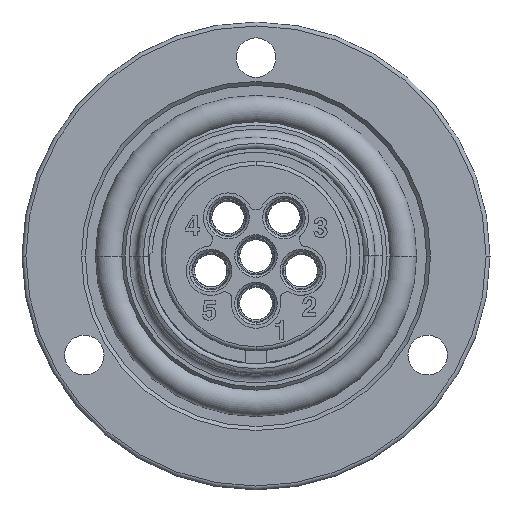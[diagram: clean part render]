
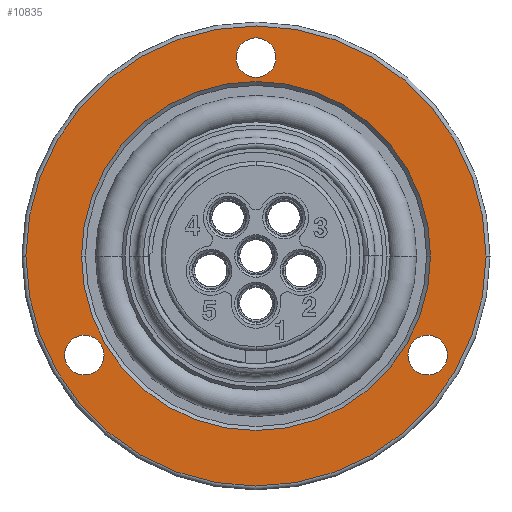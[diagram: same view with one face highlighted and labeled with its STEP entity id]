
A CAD part, front view. The second image highlights one B-rep face of the part: STEP entity #10835.
In plain terms, the highlighted planar face has unit normal (0, -1, 0).
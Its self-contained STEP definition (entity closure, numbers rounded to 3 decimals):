
#1221=CARTESIAN_POINT('',(29.5,17.5,-29.5));
#1222=DIRECTION('',(0.,-1.,0.));
#1223=DIRECTION('',(-1.,0.,0.005));
#1224=AXIS2_PLACEMENT_3D('',#1221,#1222,#1223);
#1241=CARTESIAN_POINT('',(29.5,17.5,-29.5));
#1242=DIRECTION('',(0.,1.,0.));
#1243=DIRECTION('',(-1.,0.,0.005));
#1244=AXIS2_PLACEMENT_3D('',#1241,#1242,#1243);
#1246=CARTESIAN_POINT('',(29.5,17.5,-29.5));
#1247=DIRECTION('',(0.,1.,0.));
#1248=DIRECTION('',(1.,0.,-0.005));
#1249=AXIS2_PLACEMENT_3D('',#1246,#1247,#1248);
#1251=CARTESIAN_POINT('',(29.5,17.5,-4.5));
#1252=DIRECTION('',(0.,-1.,0.));
#1253=DIRECTION('',(-1.,0.,0.));
#1254=AXIS2_PLACEMENT_3D('',#1251,#1252,#1253);
#1256=CARTESIAN_POINT('',(29.5,17.5,-4.5));
#1257=DIRECTION('',(0.,-1.,0.));
#1258=DIRECTION('',(1.,0.,0.));
#1259=AXIS2_PLACEMENT_3D('',#1256,#1257,#1258);
#1261=CARTESIAN_POINT('',(7.849,17.5,-42.));
#1262=DIRECTION('',(0.,-1.,0.));
#1263=DIRECTION('',(0.5,0.,-0.866));
#1264=AXIS2_PLACEMENT_3D('',#1261,#1262,#1263);
#1266=CARTESIAN_POINT('',(7.849,17.5,-42.));
#1267=DIRECTION('',(0.,-1.,0.));
#1268=DIRECTION('',(-0.5,0.,0.866));
#1269=AXIS2_PLACEMENT_3D('',#1266,#1267,#1268);
#1271=CARTESIAN_POINT('',(51.151,17.5,-42.));
#1272=DIRECTION('',(0.,-1.,0.));
#1273=DIRECTION('',(0.5,0.,0.866));
#1274=AXIS2_PLACEMENT_3D('',#1271,#1272,#1273);
#1276=CARTESIAN_POINT('',(51.151,17.5,-42.));
#1277=DIRECTION('',(0.,-1.,0.));
#1278=DIRECTION('',(-0.5,0.,-0.866));
#1279=AXIS2_PLACEMENT_3D('',#1276,#1277,#1278);
#1281=CARTESIAN_POINT('',(29.5,17.5,-29.5));
#1282=DIRECTION('',(0.,-1.,0.));
#1283=DIRECTION('',(-1.,0.,0.));
#1284=AXIS2_PLACEMENT_3D('',#1281,#1282,#1283);
#1286=CARTESIAN_POINT('',(29.5,17.5,-29.5));
#1287=DIRECTION('',(0.,-1.,0.));
#1288=DIRECTION('',(0.,0.,-1.));
#1289=AXIS2_PLACEMENT_3D('',#1286,#1287,#1288);
#1291=CARTESIAN_POINT('',(29.5,17.5,-29.5));
#1292=DIRECTION('',(0.,-1.,0.));
#1293=DIRECTION('',(1.,0.,0.));
#1294=AXIS2_PLACEMENT_3D('',#1291,#1292,#1293);
#1296=CARTESIAN_POINT('',(29.5,17.5,-29.5));
#1297=DIRECTION('',(0.,-1.,0.));
#1298=DIRECTION('',(0.,0.,1.));
#1299=AXIS2_PLACEMENT_3D('',#1296,#1297,#1298);
#1301=CARTESIAN_POINT('',(29.5,17.5,-29.5));
#1302=DIRECTION('',(0.,-1.,0.));
#1303=DIRECTION('',(1.,0.,-0.005));
#1304=AXIS2_PLACEMENT_3D('',#1301,#1302,#1303);
#7521=CARTESIAN_POINT('',(0.5,17.5,-29.364));
#7522=CARTESIAN_POINT('',(58.5,17.5,-29.5));
#7523=VERTEX_POINT('',#7521);
#7524=VERTEX_POINT('',#7522);
#7525=CARTESIAN_POINT('',(0.5,17.5,-29.5));
#7526=VERTEX_POINT('',#7525);
#7527=CARTESIAN_POINT('',(58.5,17.5,-29.636));
#7528=VERTEX_POINT('',#7527);
#7529=CARTESIAN_POINT('',(27.,17.5,-4.5));
#7530=CARTESIAN_POINT('',(32.,17.5,-4.5));
#7531=VERTEX_POINT('',#7529);
#7532=VERTEX_POINT('',#7530);
#7533=CARTESIAN_POINT('',(9.099,17.5,-44.165));
#7534=CARTESIAN_POINT('',(6.599,17.5,-39.835));
#7535=VERTEX_POINT('',#7533);
#7536=VERTEX_POINT('',#7534);
#7537=CARTESIAN_POINT('',(52.401,17.5,-39.835));
#7538=CARTESIAN_POINT('',(49.901,17.5,-44.165));
#7539=VERTEX_POINT('',#7537);
#7540=VERTEX_POINT('',#7538);
#7541=CARTESIAN_POINT('',(7.5,17.5,-29.5));
#7542=CARTESIAN_POINT('',(29.5,17.5,-51.5));
#7543=VERTEX_POINT('',#7541);
#7544=VERTEX_POINT('',#7542);
#7545=CARTESIAN_POINT('',(51.5,17.5,-29.5));
#7546=VERTEX_POINT('',#7545);
#7547=CARTESIAN_POINT('',(29.5,17.5,-7.5));
#7548=VERTEX_POINT('',#7547);
#10794=CARTESIAN_POINT('',(29.5,17.5,-29.5));
#10795=DIRECTION('',(0.,-1.,0.));
#10796=DIRECTION('',(-1.,0.,0.));
#10797=AXIS2_PLACEMENT_3D('',#10794,#10795,#10796);
#10798=PLANE('',#10797);
#10799=ORIENTED_EDGE('',*,*,#10783,.F.);
#10800=ORIENTED_EDGE('',*,*,#10781,.T.);
#10802=ORIENTED_EDGE('',*,*,#10801,.F.);
#10804=ORIENTED_EDGE('',*,*,#10803,.T.);
#10805=EDGE_LOOP('',(#10799,#10800,#10802,#10804));
#10806=FACE_OUTER_BOUND('',#10805,.F.);
#10808=ORIENTED_EDGE('',*,*,#10807,.T.);
#10810=ORIENTED_EDGE('',*,*,#10809,.T.);
#10811=EDGE_LOOP('',(#10808,#10810));
#10812=FACE_BOUND('',#10811,.F.);
#10814=ORIENTED_EDGE('',*,*,#10813,.T.);
#10816=ORIENTED_EDGE('',*,*,#10815,.T.);
#10817=EDGE_LOOP('',(#10814,#10816));
#10818=FACE_BOUND('',#10817,.F.);
#10820=ORIENTED_EDGE('',*,*,#10819,.T.);
#10822=ORIENTED_EDGE('',*,*,#10821,.T.);
#10823=EDGE_LOOP('',(#10820,#10822));
#10824=FACE_BOUND('',#10823,.F.);
#10826=ORIENTED_EDGE('',*,*,#10825,.T.);
#10828=ORIENTED_EDGE('',*,*,#10827,.T.);
#10830=ORIENTED_EDGE('',*,*,#10829,.T.);
#10832=ORIENTED_EDGE('',*,*,#10831,.T.);
#10833=EDGE_LOOP('',(#10826,#10828,#10830,#10832));
#10834=FACE_BOUND('',#10833,.F.);
#10835=ADVANCED_FACE('',(#10806,#10812,#10818,#10824,#10834),#10798,.T.);
#1225=CIRCLE('',#1224,29.);
#1245=CIRCLE('',#1244,29.);
#1250=CIRCLE('',#1249,29.);
#1255=CIRCLE('',#1254,2.5);
#1260=CIRCLE('',#1259,2.5);
#1265=CIRCLE('',#1264,2.5);
#1270=CIRCLE('',#1269,2.5);
#1275=CIRCLE('',#1274,2.5);
#1280=CIRCLE('',#1279,2.5);
#1285=CIRCLE('',#1284,22.);
#1290=CIRCLE('',#1289,22.);
#1295=CIRCLE('',#1294,22.);
#1300=CIRCLE('',#1299,22.);
#1305=CIRCLE('',#1304,29.);
#10781=EDGE_CURVE('',#7523,#7524,#1245,.T.);
#10783=EDGE_CURVE('',#7523,#7526,#1225,.T.);
#10801=EDGE_CURVE('',#7528,#7524,#1305,.T.);
#10803=EDGE_CURVE('',#7528,#7526,#1250,.T.);
#10807=EDGE_CURVE('',#7531,#7532,#1255,.T.);
#10809=EDGE_CURVE('',#7532,#7531,#1260,.T.);
#10813=EDGE_CURVE('',#7535,#7536,#1265,.T.);
#10815=EDGE_CURVE('',#7536,#7535,#1270,.T.);
#10819=EDGE_CURVE('',#7539,#7540,#1275,.T.);
#10821=EDGE_CURVE('',#7540,#7539,#1280,.T.);
#10825=EDGE_CURVE('',#7543,#7544,#1285,.T.);
#10827=EDGE_CURVE('',#7544,#7546,#1290,.T.);
#10829=EDGE_CURVE('',#7546,#7548,#1295,.T.);
#10831=EDGE_CURVE('',#7548,#7543,#1300,.T.);
